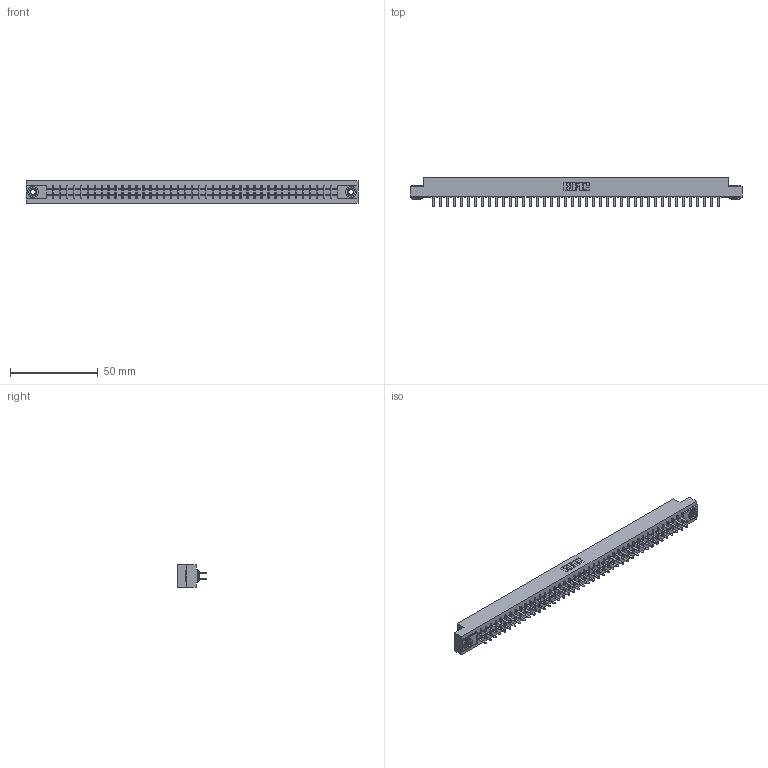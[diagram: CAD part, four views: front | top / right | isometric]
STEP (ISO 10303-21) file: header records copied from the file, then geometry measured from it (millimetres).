
FILE_DESCRIPTION (( 'STEP AP203' ), '1' );
FILE_NAME ('305-084-520-203.STEP', '2019-09-10T11:51:15', ( '' ), ( '' ), 'SwSTEP 2.0', 'SolidWorks 2016', '' );
FILE_SCHEMA (( 'CONFIG_CONTROL_DESIGN' ));
Length unit declared in the file: inch
Products named in the file (4): 345-250-002_345-250-002-102; 305-084-520-203; 305-290-001_520; 305 Part_.156 Dia
Assembly tree (87 placements, depth 2):
  305-084-520-203
    305 Part_.156 Dia
    305-290-001_520  x84
    345-250-002_345-250-002-102  x2
Bounding box: 189.43 x 17.09 x 12.7 mm (x, y, z)
Volume: 19749.9 mm3; surface area: 25455.3 mm2
Topology: 87 solids, 87 shells, 4032 faces, 11474 edges, 7420 vertices
Faces by surface type: plane 2360, cylinder 1496, sphere 168, cone 8
Entity records: 46420 total; most frequent: CARTESIAN_POINT 7661, ORIENTED_EDGE 7596, DIRECTION 7426, EDGE_CURVE 3798, VECTOR 3064, LINE 3064, VERTEX_POINT 2416, AXIS2_PLACEMENT_3D 2181
